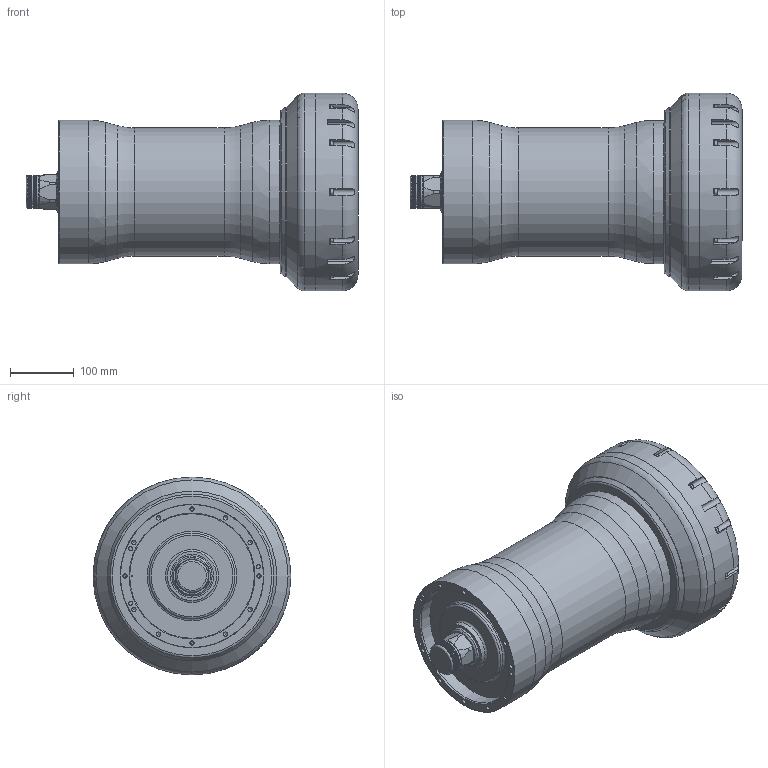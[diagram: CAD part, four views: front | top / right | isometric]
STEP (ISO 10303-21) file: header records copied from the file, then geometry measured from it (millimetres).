
FILE_DESCRIPTION(/* description */ (''),/* implementation_level */ '2;1');
FILE_NAME(/* name */ '8084-000-04X7 Solid.stp',/* time_stamp */ '2021-03-23T10:52:19+00:00',/* author */ ('db'),/* organization */ (''),/* preprocessor_version */ 'ST-DEVELOPER v18.1',/* originating_system */ 'Autodesk Inventor 2020',/* authorisation */ '');
FILE_SCHEMA (('AUTOMOTIVE_DESIGN { 1 0 10303 214 3 1 1 }'));
Length unit declared in the file: millimetre
Products named in the file (2): 8084-000-04X7 Solid; 8084-000-04X7 Solid_1
Assembly tree (1 placements, depth 2):
  8084-000-04X7 Solid
    8084-000-04X7 Solid_1
Bounding box: 520.4 x 310 x 310 mm (x, y, z)
Volume: 20299596.2 mm3; surface area: 521531.2 mm2
Topology: 1 solids, 1 shells, 923 faces, 2538 edges, 1644 vertices
Faces by surface type: plane 677, cylinder 180, cone 42, torus 22, bspline 2
Full cylindrical faces by diameter (mm): 3 x1, 5.2 x4, 6 x3, 6.647 x12, 8.5 x12, 10 x12, 51 x2, 63 x1, 68 x1, 77 x1, 134.1 x1, 195.33 x1, 201 x1, 225 x1, 266 x1
Entity records: 29811 total; most frequent: CARTESIAN_POINT 6113, ORIENTED_EDGE 5028, DIRECTION 4982, EDGE_CURVE 2514, AXIS2_PLACEMENT_3D 1710, VERTEX_POINT 1644, LINE 1562, VECTOR 1562
